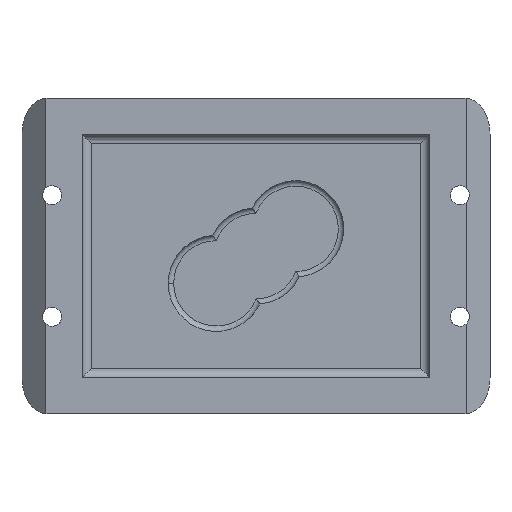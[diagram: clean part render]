
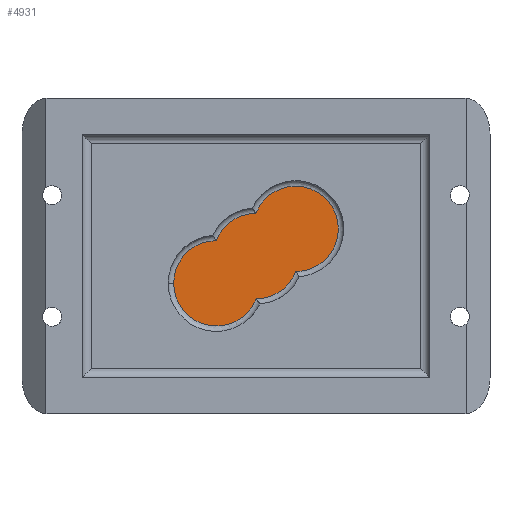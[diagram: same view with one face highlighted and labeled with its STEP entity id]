
A CAD part, top view. The second image highlights one B-rep face of the part: STEP entity #4931.
In plain terms, the highlighted planar face has unit normal (0, 0, 1).
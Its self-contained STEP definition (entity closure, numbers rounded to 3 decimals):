
#4302 = TOROIDAL_SURFACE('',#4303,4.7,0.6);
#4303 = AXIS2_PLACEMENT_3D('',#4304,#4305,#4306);
#4304 = CARTESIAN_POINT('',(0.,0.,-10.786));
#4305 = DIRECTION('',(0.,0.,-1.));
#4306 = DIRECTION('',(0.078,-0.997,
    0.));
#4357 = TOROIDAL_SURFACE('',#4358,4.7,0.6);
#4358 = AXIS2_PLACEMENT_3D('',#4359,#4360,#4361);
#4359 = CARTESIAN_POINT('',(4.368,3.002,
    -10.786));
#4360 = DIRECTION('',(0.,0.,-1.));
#4361 = DIRECTION('',(0.078,-0.997,
    0.));
#4412 = TOROIDAL_SURFACE('',#4413,4.7,0.6);
#4413 = AXIS2_PLACEMENT_3D('',#4414,#4415,#4416);
#4414 = CARTESIAN_POINT('',(0.,0.,-10.786));
#4415 = DIRECTION('',(0.,0.,-1.));
#4416 = DIRECTION('',(-0.078,0.997,
    0.));
#4448 = TOROIDAL_SURFACE('',#4449,4.7,0.6);
#4449 = AXIS2_PLACEMENT_3D('',#4450,#4451,#4452);
#4450 = CARTESIAN_POINT('',(-4.368,-3.002,
    -10.786));
#4451 = DIRECTION('',(0.,0.,1.));
#4452 = DIRECTION('',(-0.078,0.997,
    0.));
#4475 = TOROIDAL_SURFACE('',#4476,4.7,0.6);
#4476 = AXIS2_PLACEMENT_3D('',#4477,#4478,#4479);
#4477 = CARTESIAN_POINT('',(-4.368,-3.002,
    -10.786));
#4478 = DIRECTION('',(0.,0.,1.));
#4479 = DIRECTION('',(-1.,0.,0.));
#4490 = EDGE_CURVE('',#4491,#4493,#4495,.T.);
#4491 = VERTEX_POINT('',#4492);
#4492 = CARTESIAN_POINT('',(0.014,-4.7,
    -11.386));
#4493 = VERTEX_POINT('',#4494);
#4494 = CARTESIAN_POINT('',(4.382,-1.698,
    -11.386));
#4495 = SURFACE_CURVE('',#4496,(#4501,#4508),.PCURVE_S1.);
#4496 = CIRCLE('',#4497,4.7);
#4497 = AXIS2_PLACEMENT_3D('',#4498,#4499,#4500);
#4498 = CARTESIAN_POINT('',(0.,0.,-11.386));
#4499 = DIRECTION('',(0.,0.,1.));
#4500 = DIRECTION('',(0.078,-0.997,
    0.));
#4501 = PCURVE('',#4302,#4502);
#4502 = DEFINITIONAL_REPRESENTATION('',(#4503),#4507);
#4503 = LINE('',#4504,#4505);
#4504 = CARTESIAN_POINT('',(-0.,1.571));
#4505 = VECTOR('',#4506,1.);
#4506 = DIRECTION('',(-1.,0.));
#4507 = ( GEOMETRIC_REPRESENTATION_CONTEXT(2) 
PARAMETRIC_REPRESENTATION_CONTEXT() REPRESENTATION_CONTEXT('2D SPACE',''
  ) );
#4508 = PCURVE('',#4509,#4514);
#4509 = PLANE('',#4510);
#4510 = AXIS2_PLACEMENT_3D('',#4511,#4512,#4513);
#4511 = CARTESIAN_POINT('',(-0.237,-0.104,
    -11.386));
#4512 = DIRECTION('',(0.,0.,1.));
#4513 = DIRECTION('',(0.,-1.,0.));
#4514 = DEFINITIONAL_REPRESENTATION('',(#4515),#4519);
#4515 = CIRCLE('',#4516,4.7);
#4516 = AXIS2_PLACEMENT_2D('',#4517,#4518);
#4517 = CARTESIAN_POINT('',(-0.104,0.237));
#4518 = DIRECTION('',(0.997,0.078));
#4519 = ( GEOMETRIC_REPRESENTATION_CONTEXT(2) 
PARAMETRIC_REPRESENTATION_CONTEXT() REPRESENTATION_CONTEXT('2D SPACE',''
  ) );
#4660 = VERTEX_POINT('',#4661);
#4661 = CARTESIAN_POINT('',(-0.014,4.7,
    -11.386));
#4724 = EDGE_CURVE('',#4493,#4660,#4725,.T.);
#4725 = SURFACE_CURVE('',#4726,(#4731,#4738),.PCURVE_S1.);
#4726 = CIRCLE('',#4727,4.7);
#4727 = AXIS2_PLACEMENT_3D('',#4728,#4729,#4730);
#4728 = CARTESIAN_POINT('',(4.368,3.002,
    -11.386));
#4729 = DIRECTION('',(0.,0.,1.));
#4730 = DIRECTION('',(0.078,-0.997,
    0.));
#4731 = PCURVE('',#4357,#4732);
#4732 = DEFINITIONAL_REPRESENTATION('',(#4733),#4737);
#4733 = LINE('',#4734,#4735);
#4734 = CARTESIAN_POINT('',(-0.,1.571));
#4735 = VECTOR('',#4736,1.);
#4736 = DIRECTION('',(-1.,0.));
#4737 = ( GEOMETRIC_REPRESENTATION_CONTEXT(2) 
PARAMETRIC_REPRESENTATION_CONTEXT() REPRESENTATION_CONTEXT('2D SPACE',''
  ) );
#4738 = PCURVE('',#4509,#4739);
#4739 = DEFINITIONAL_REPRESENTATION('',(#4740),#4744);
#4740 = CIRCLE('',#4741,4.7);
#4741 = AXIS2_PLACEMENT_2D('',#4742,#4743);
#4742 = CARTESIAN_POINT('',(-3.106,4.605));
#4743 = DIRECTION('',(0.997,0.078));
#4744 = ( GEOMETRIC_REPRESENTATION_CONTEXT(2) 
PARAMETRIC_REPRESENTATION_CONTEXT() REPRESENTATION_CONTEXT('2D SPACE',''
  ) );
#4752 = VERTEX_POINT('',#4753);
#4753 = CARTESIAN_POINT('',(-4.382,1.698,
    -11.386));
#4831 = EDGE_CURVE('',#4660,#4752,#4832,.T.);
#4832 = SURFACE_CURVE('',#4833,(#4838,#4845),.PCURVE_S1.);
#4833 = CIRCLE('',#4834,4.7);
#4834 = AXIS2_PLACEMENT_3D('',#4835,#4836,#4837);
#4835 = CARTESIAN_POINT('',(0.,0.,-11.386));
#4836 = DIRECTION('',(0.,0.,1.));
#4837 = DIRECTION('',(-0.078,0.997,
    0.));
#4838 = PCURVE('',#4412,#4839);
#4839 = DEFINITIONAL_REPRESENTATION('',(#4840),#4844);
#4840 = LINE('',#4841,#4842);
#4841 = CARTESIAN_POINT('',(-0.,1.571));
#4842 = VECTOR('',#4843,1.);
#4843 = DIRECTION('',(-1.,0.));
#4844 = ( GEOMETRIC_REPRESENTATION_CONTEXT(2) 
PARAMETRIC_REPRESENTATION_CONTEXT() REPRESENTATION_CONTEXT('2D SPACE',''
  ) );
#4845 = PCURVE('',#4509,#4846);
#4846 = DEFINITIONAL_REPRESENTATION('',(#4847),#4851);
#4847 = CIRCLE('',#4848,4.7);
#4848 = AXIS2_PLACEMENT_2D('',#4849,#4850);
#4849 = CARTESIAN_POINT('',(-0.104,0.237));
#4850 = DIRECTION('',(-0.997,-0.078));
#4851 = ( GEOMETRIC_REPRESENTATION_CONTEXT(2) 
PARAMETRIC_REPRESENTATION_CONTEXT() REPRESENTATION_CONTEXT('2D SPACE',''
  ) );
#4858 = VERTEX_POINT('',#4859);
#4859 = CARTESIAN_POINT('',(-9.068,-3.002,
    -11.386));
#4881 = EDGE_CURVE('',#4858,#4491,#4882,.T.);
#4882 = SURFACE_CURVE('',#4883,(#4888,#4895),.PCURVE_S1.);
#4883 = CIRCLE('',#4884,4.7);
#4884 = AXIS2_PLACEMENT_3D('',#4885,#4886,#4887);
#4885 = CARTESIAN_POINT('',(-4.368,-3.002,
    -11.386));
#4886 = DIRECTION('',(0.,0.,1.));
#4887 = DIRECTION('',(-1.,0.,0.));
#4888 = PCURVE('',#4475,#4889);
#4889 = DEFINITIONAL_REPRESENTATION('',(#4890),#4894);
#4890 = LINE('',#4891,#4892);
#4891 = CARTESIAN_POINT('',(0.,4.712));
#4892 = VECTOR('',#4893,1.);
#4893 = DIRECTION('',(1.,0.));
#4894 = ( GEOMETRIC_REPRESENTATION_CONTEXT(2) 
PARAMETRIC_REPRESENTATION_CONTEXT() REPRESENTATION_CONTEXT('2D SPACE',''
  ) );
#4895 = PCURVE('',#4509,#4896);
#4896 = DEFINITIONAL_REPRESENTATION('',(#4897),#4901);
#4897 = CIRCLE('',#4898,4.7);
#4898 = AXIS2_PLACEMENT_2D('',#4899,#4900);
#4899 = CARTESIAN_POINT('',(2.897,-4.131));
#4900 = DIRECTION('',(0.,-1.));
#4901 = ( GEOMETRIC_REPRESENTATION_CONTEXT(2) 
PARAMETRIC_REPRESENTATION_CONTEXT() REPRESENTATION_CONTEXT('2D SPACE',''
  ) );
#4907 = EDGE_CURVE('',#4752,#4858,#4908,.T.);
#4908 = SURFACE_CURVE('',#4909,(#4914,#4921),.PCURVE_S1.);
#4909 = CIRCLE('',#4910,4.7);
#4910 = AXIS2_PLACEMENT_3D('',#4911,#4912,#4913);
#4911 = CARTESIAN_POINT('',(-4.368,-3.002,
    -11.386));
#4912 = DIRECTION('',(0.,0.,1.));
#4913 = DIRECTION('',(-0.078,0.997,
    0.));
#4914 = PCURVE('',#4448,#4915);
#4915 = DEFINITIONAL_REPRESENTATION('',(#4916),#4920);
#4916 = LINE('',#4917,#4918);
#4917 = CARTESIAN_POINT('',(0.,4.712));
#4918 = VECTOR('',#4919,1.);
#4919 = DIRECTION('',(1.,0.));
#4920 = ( GEOMETRIC_REPRESENTATION_CONTEXT(2) 
PARAMETRIC_REPRESENTATION_CONTEXT() REPRESENTATION_CONTEXT('2D SPACE',''
  ) );
#4921 = PCURVE('',#4509,#4922);
#4922 = DEFINITIONAL_REPRESENTATION('',(#4923),#4927);
#4923 = CIRCLE('',#4924,4.7);
#4924 = AXIS2_PLACEMENT_2D('',#4925,#4926);
#4925 = CARTESIAN_POINT('',(2.897,-4.131));
#4926 = DIRECTION('',(-0.997,-0.078));
#4927 = ( GEOMETRIC_REPRESENTATION_CONTEXT(2) 
PARAMETRIC_REPRESENTATION_CONTEXT() REPRESENTATION_CONTEXT('2D SPACE',''
  ) );
#4931 = ADVANCED_FACE('',(#4932),#4509,.T.);
#4932 = FACE_BOUND('',#4933,.T.);
#4933 = EDGE_LOOP('',(#4934,#4935,#4936,#4937,#4938));
#4934 = ORIENTED_EDGE('',*,*,#4490,.T.);
#4935 = ORIENTED_EDGE('',*,*,#4724,.T.);
#4936 = ORIENTED_EDGE('',*,*,#4831,.T.);
#4937 = ORIENTED_EDGE('',*,*,#4907,.T.);
#4938 = ORIENTED_EDGE('',*,*,#4881,.T.);
